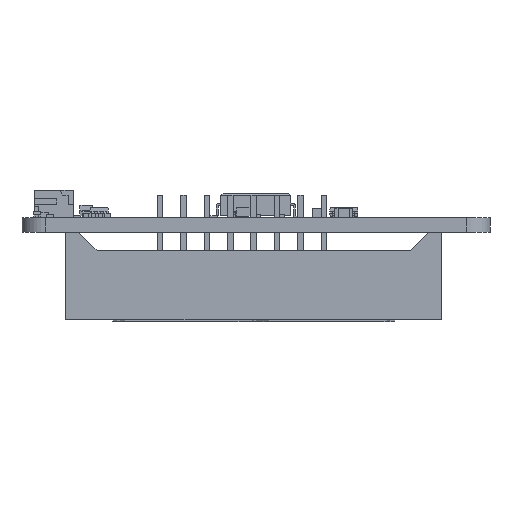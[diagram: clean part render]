
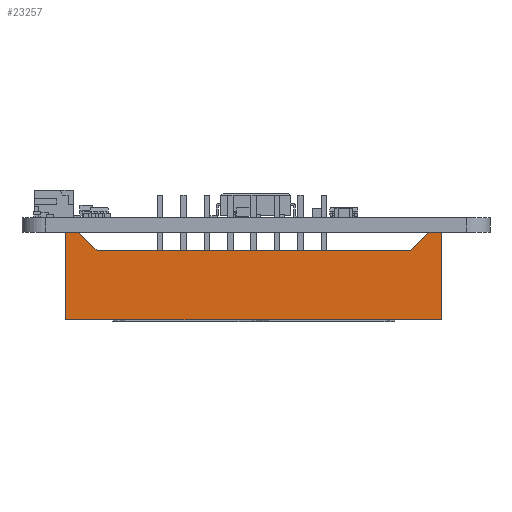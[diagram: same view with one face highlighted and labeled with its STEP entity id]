
A CAD part, left-side view. The second image highlights one B-rep face of the part: STEP entity #23257.
In plain terms, the highlighted face is planar.
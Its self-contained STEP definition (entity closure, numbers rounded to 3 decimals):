
#677=PLANE('',#25072);
#1876=FACE_OUTER_BOUND('',#3266,.T.);
#3266=EDGE_LOOP('',(#18137,#18138,#18139,#18140,#18141,#18142,#18143,#18144));
#5056=LINE('',#35057,#7801);
#5061=LINE('',#35066,#7806);
#5063=LINE('',#35070,#7808);
#5071=LINE('',#35083,#7816);
#5075=LINE('',#35091,#7820);
#5078=LINE('',#35097,#7823);
#5081=LINE('',#35104,#7826);
#5082=LINE('',#35105,#7827);
#7801=VECTOR('',#28740,10.);
#7806=VECTOR('',#28749,10.);
#7808=VECTOR('',#28753,10.);
#7816=VECTOR('',#28765,10.);
#7820=VECTOR('',#28773,10.);
#7823=VECTOR('',#28778,10.);
#7826=VECTOR('',#28785,10.);
#7827=VECTOR('',#28786,10.);
#10894=VERTEX_POINT('',#35054);
#10895=VERTEX_POINT('',#35056);
#10897=VERTEX_POINT('',#35064);
#10898=VERTEX_POINT('',#35068);
#10901=VERTEX_POINT('',#35081);
#10903=VERTEX_POINT('',#35089);
#10905=VERTEX_POINT('',#35095);
#10907=VERTEX_POINT('',#35103);
#13482=EDGE_CURVE('',#10894,#10895,#5056,.T.);
#13487=EDGE_CURVE('',#10894,#10897,#5061,.T.);
#13489=EDGE_CURVE('',#10897,#10898,#5063,.T.);
#13497=EDGE_CURVE('',#10898,#10901,#5071,.T.);
#13501=EDGE_CURVE('',#10903,#10901,#5075,.T.);
#13504=EDGE_CURVE('',#10903,#10905,#5078,.T.);
#13507=EDGE_CURVE('',#10907,#10905,#5081,.T.);
#13508=EDGE_CURVE('',#10895,#10907,#5082,.T.);
#18137=ORIENTED_EDGE('',*,*,#13497,.T.);
#18138=ORIENTED_EDGE('',*,*,#13501,.F.);
#18139=ORIENTED_EDGE('',*,*,#13504,.T.);
#18140=ORIENTED_EDGE('',*,*,#13507,.F.);
#18141=ORIENTED_EDGE('',*,*,#13508,.F.);
#18142=ORIENTED_EDGE('',*,*,#13482,.F.);
#18143=ORIENTED_EDGE('',*,*,#13487,.T.);
#18144=ORIENTED_EDGE('',*,*,#13489,.T.);
#23257=ADVANCED_FACE('',(#1876),#677,.T.);
#25072=AXIS2_PLACEMENT_3D('',#35102,#28783,#28784);
#28740=DIRECTION('',(0.,-1.,0.));
#28749=DIRECTION('',(0.,0.707,0.707));
#28753=DIRECTION('',(0.,1.,0.));
#28765=DIRECTION('',(0.,0.707,-0.707));
#28773=DIRECTION('',(0.,-1.,0.));
#28778=DIRECTION('',(0.,0.,1.));
#28783=DIRECTION('center_axis',(1.,0.,0.));
#28784=DIRECTION('ref_axis',(0.,1.,0.));
#28785=DIRECTION('',(0.,1.,0.));
#28786=DIRECTION('',(0.,0.,1.));
#35054=CARTESIAN_POINT('',(60.,-18.746,0.));
#35056=CARTESIAN_POINT('',(60.,-20.146,0.));
#35057=CARTESIAN_POINT('',(60.,20.654,0.));
#35064=CARTESIAN_POINT('',(60.,-16.746,2.));
#35066=CARTESIAN_POINT('',(60.,-18.096,0.65));
#35068=CARTESIAN_POINT('',(60.,17.254,2.));
#35070=CARTESIAN_POINT('',(60.,-1.446,2.));
#35081=CARTESIAN_POINT('',(60.,19.254,0.));
#35083=CARTESIAN_POINT('',(60.,9.404,9.85));
#35089=CARTESIAN_POINT('',(60.,20.654,0.));
#35091=CARTESIAN_POINT('',(60.,20.654,0.));
#35095=CARTESIAN_POINT('',(60.,20.654,9.5));
#35097=CARTESIAN_POINT('',(60.,20.654,0.));
#35102=CARTESIAN_POINT('Origin',(60.,-20.146,0.));
#35103=CARTESIAN_POINT('',(60.,-20.146,9.5));
#35104=CARTESIAN_POINT('',(60.,20.654,9.5));
#35105=CARTESIAN_POINT('',(60.,-20.146,0.));
